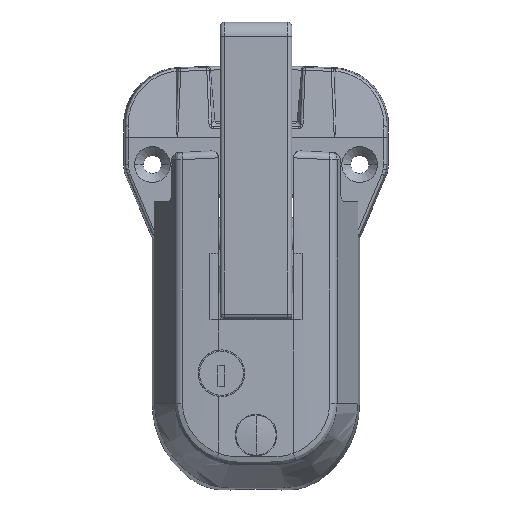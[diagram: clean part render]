
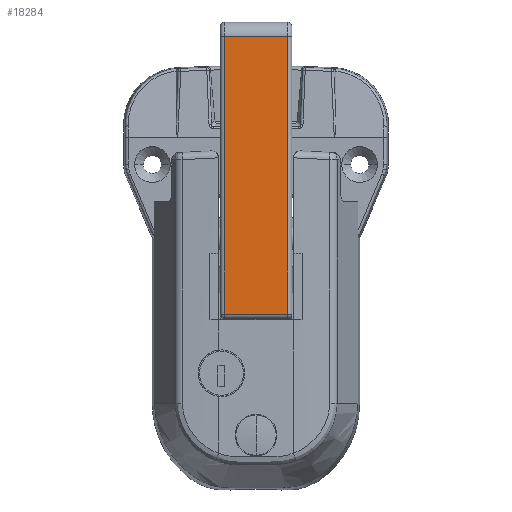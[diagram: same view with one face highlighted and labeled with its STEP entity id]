
A CAD part, top view. The second image highlights one B-rep face of the part: STEP entity #18284.
In plain terms, the highlighted planar face has unit normal (0, 0, 1).
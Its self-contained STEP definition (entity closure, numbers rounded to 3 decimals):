
#1454 = DIRECTION ( 'NONE',  ( -1., 0., 0. ) ) ;
#1533 = CARTESIAN_POINT ( 'NONE',  ( 12.5, -26.458, 9. ) ) ;
#3007 = VECTOR ( 'NONE', #3190, 1000. ) ;
#3061 = VERTEX_POINT ( 'NONE', #18340 ) ;
#3099 = AXIS2_PLACEMENT_3D ( 'NONE', #9473, #12667, #20971 ) ;
#3190 = DIRECTION ( 'NONE',  ( 1., 0., 0. ) ) ;
#3687 = CARTESIAN_POINT ( 'NONE',  ( -11., 69.886, 9. ) ) ;
#4198 = EDGE_LOOP ( 'NONE', ( #5357, #8783, #16273, #10681 ) ) ;
#4410 = PLANE ( 'NONE',  #3099 ) ;
#4649 = DIRECTION ( 'NONE',  ( 0., 1., 0. ) ) ;
#4719 = CARTESIAN_POINT ( 'NONE',  ( 12.5, 69.886, 9. ) ) ;
#5208 = VECTOR ( 'NONE', #1454, 1000. ) ;
#5297 = EDGE_CURVE ( 'NONE', #3061, #14463, #15465, .T. ) ;
#5357 = ORIENTED_EDGE ( 'NONE', *, *, #5297, .T. ) ;
#5577 = EDGE_CURVE ( 'NONE', #9727, #3061, #20779, .T. ) ;
#8658 = EDGE_CURVE ( 'NONE', #20328, #9727, #10654, .T. ) ;
#8700 = DIRECTION ( 'NONE',  ( 0., -1., 0. ) ) ;
#8783 = ORIENTED_EDGE ( 'NONE', *, *, #19306, .T. ) ;
#9168 = LINE ( 'NONE', #9707, #12533 ) ;
#9473 = CARTESIAN_POINT ( 'NONE',  ( 12.5, -27.568, 9. ) ) ;
#9707 = CARTESIAN_POINT ( 'NONE',  ( 11., 69.886, 9. ) ) ;
#9727 = VERTEX_POINT ( 'NONE', #3687 ) ;
#9977 = FACE_OUTER_BOUND ( 'NONE', #4198, .T. ) ;
#10560 = CARTESIAN_POINT ( 'NONE',  ( 11., -26.458, 9. ) ) ;
#10654 = LINE ( 'NONE', #4719, #5208 ) ;
#10681 = ORIENTED_EDGE ( 'NONE', *, *, #5577, .T. ) ;
#12533 = VECTOR ( 'NONE', #4649, 1000. ) ;
#12667 = DIRECTION ( 'NONE',  ( 0., 0., -1. ) ) ;
#14463 = VERTEX_POINT ( 'NONE', #10560 ) ;
#15465 = LINE ( 'NONE', #1533, #3007 ) ;
#15635 = VECTOR ( 'NONE', #8700, 1000. ) ;
#16273 = ORIENTED_EDGE ( 'NONE', *, *, #8658, .T. ) ;
#18284 = ADVANCED_FACE ( 'NONE', ( #9977 ), #4410, .F. ) ;
#18340 = CARTESIAN_POINT ( 'NONE',  ( -11., -26.458, 9. ) ) ;
#18406 = CARTESIAN_POINT ( 'NONE',  ( -11., -27.568, 9. ) ) ;
#19306 = EDGE_CURVE ( 'NONE', #14463, #20328, #9168, .T. ) ;
#20328 = VERTEX_POINT ( 'NONE', #20794 ) ;
#20779 = LINE ( 'NONE', #18406, #15635 ) ;
#20794 = CARTESIAN_POINT ( 'NONE',  ( 11., 69.886, 9. ) ) ;
#20971 = DIRECTION ( 'NONE',  ( 0., 1., 0. ) ) ;
